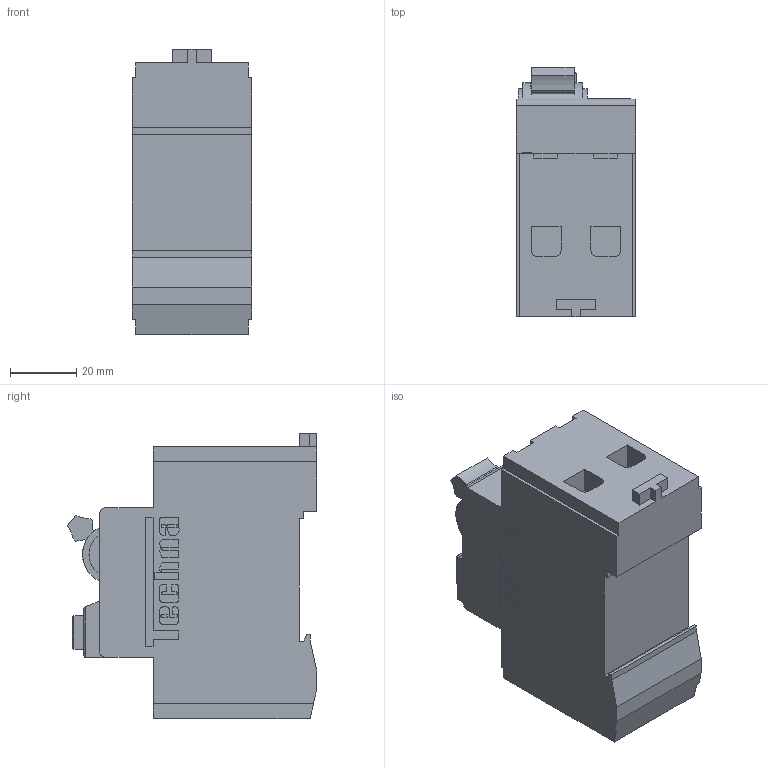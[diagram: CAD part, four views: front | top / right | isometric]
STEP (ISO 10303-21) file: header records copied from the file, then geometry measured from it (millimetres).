
FILE_DESCRIPTION (( 'STEP AP214' ), '1' );
FILE_NAME ('Ctec 2-W.STEP', '2020-05-26T09:19:37', ( '' ), ( '' ), 'SwSTEP 2.0', 'SolidWorks 2020', '' );
FILE_SCHEMA (( 'AUTOMOTIVE_DESIGN' ));
Length unit declared in the file: millimetre
Products named in the file (1): Ctec 2-W
Bounding box: 36 x 75.14 x 85.8 mm (x, y, z)
Volume: 161660.5 mm3; surface area: 24009.1 mm2
Topology: 2 solids, 2 shells, 668 faces, 1857 edges, 1236 vertices
Faces by surface type: plane 412, cylinder 222, bspline 34
Entity records: 27051 total; most frequent: CARTESIAN_POINT 5890, ORIENTED_EDGE 3714, DIRECTION 3511, EDGE_CURVE 1857, LINE 1317, VECTOR 1317, VERTEX_POINT 1236, AXIS2_PLACEMENT_3D 1097
